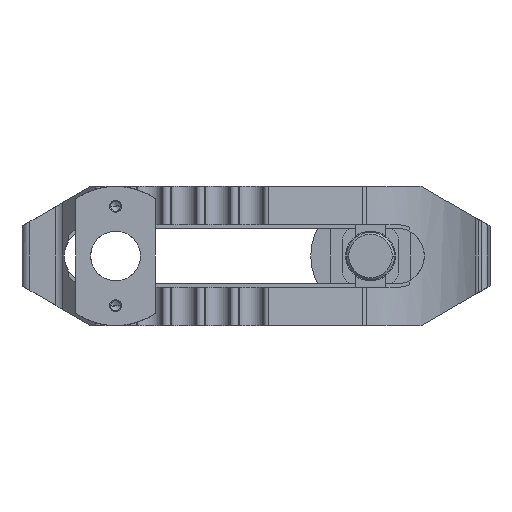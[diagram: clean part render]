
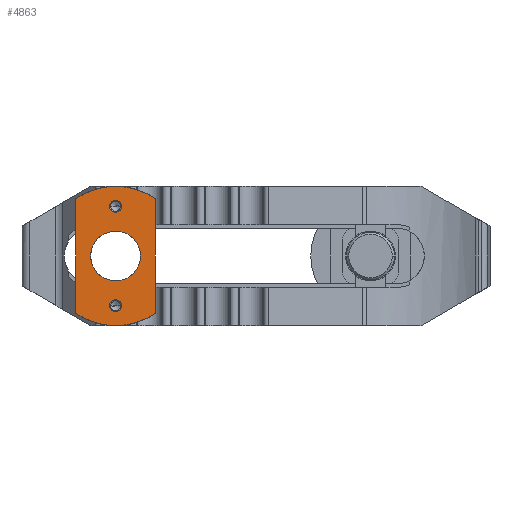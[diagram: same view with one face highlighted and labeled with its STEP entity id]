
A CAD part, front view. The second image highlights one B-rep face of the part: STEP entity #4863.
In plain terms, the highlighted planar face has unit normal (0, -1, 0).
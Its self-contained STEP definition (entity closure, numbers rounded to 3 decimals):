
#1705=VERTEX_POINT('',#4976);
#1759=VERTEX_POINT('',#5035);
#1897=EDGE_CURVE('',#1759,#4365,#5189,.T.);
#1915=VERTEX_POINT('',#5209);
#1925=VERTEX_POINT('',#5219);
#2453=EDGE_CURVE('',#2617,#4873,#5797,.T.);
#2483=EDGE_CURVE('',#4365,#1915,#5829,.T.);
#2617=VERTEX_POINT('',#5970);
#3235=VERTEX_POINT('',#6639);
#3661=EDGE_CURVE('',#4881,#1705,#7102,.T.);
#3783=EDGE_CURVE('',#1705,#4881,#7238,.T.);
#3837=EDGE_CURVE('',#4873,#2617,#7301,.T.);
#4035=EDGE_CURVE('',#3235,#1915,#7522,.T.);
#4365=VERTEX_POINT('',#7890);
#4497=EDGE_CURVE('',#1925,#4525,#8036,.T.);
#4525=VERTEX_POINT('',#8069);
#4813=EDGE_CURVE('',#4525,#1925,#8388,.T.);
#4833=EDGE_CURVE('',#3235,#1759,#8408,.T.);
#4863=ADVANCED_FACE('',(#8439,#8440,#8441,#8442),#8443,.T.);
#4873=VERTEX_POINT('',#8455);
#4881=VERTEX_POINT('',#8463);
#4976=CARTESIAN_POINT('',(12.5,0.0,0.));
#5035=CARTESIAN_POINT('',(20.0,0.0,28.723));
#5189=LINE('',#8911,#8912);
#5209=CARTESIAN_POINT('',(-20.0,0.0,-28.723));
#5219=CARTESIAN_POINT('',(-3.0,0.0,-25.0));
#5797=CIRCLE('',#9780,3.0);
#5829=CIRCLE('',#9825,35.0);
#5970=CARTESIAN_POINT('',(3.0,0.0,25.0));
#6639=CARTESIAN_POINT('',(-20.0,0.0,28.723));
#7102=CIRCLE('',#11810,12.5);
#7238=CIRCLE('',#11995,12.5);
#7301=CIRCLE('',#12115,3.0);
#7522=LINE('',#12459,#12460);
#7890=CARTESIAN_POINT('',(20.0,0.0,-28.723));
#8036=CIRCLE('',#13206,3.0);
#8069=CARTESIAN_POINT('',(3.0,0.,-25.0));
#8388=CIRCLE('',#13753,3.0);
#8408=CIRCLE('',#13785,35.0);
#8439=FACE_BOUND('',#13823,.T.);
#8440=FACE_BOUND('',#13824,.T.);
#8441=FACE_BOUND('',#13825,.T.);
#8442=FACE_OUTER_BOUND('',#13826,.T.);
#8443=PLANE('',#13827);
#8455=CARTESIAN_POINT('',(-3.0,0.,25.0));
#8463=CARTESIAN_POINT('',(-12.5,0.,0.));
#8911=CARTESIAN_POINT('',(20.0,0.,36.0));
#8912=VECTOR('',#14239,1.0);
#9780=AXIS2_PLACEMENT_3D('',#14942,#14943,#14944);
#9825=AXIS2_PLACEMENT_3D('',#14968,#14969,#14970);
#11810=AXIS2_PLACEMENT_3D('',#16305,#16306,#16307);
#11995=AXIS2_PLACEMENT_3D('',#16471,#16472,#16473);
#12115=AXIS2_PLACEMENT_3D('',#16546,#16547,#16548);
#12459=CARTESIAN_POINT('',(-20.0,0.,36.0));
#12460=VECTOR('',#16827,1.0);
#13206=AXIS2_PLACEMENT_3D('',#17527,#17528,#17529);
#13753=AXIS2_PLACEMENT_3D('',#17932,#17933,#17934);
#13785=AXIS2_PLACEMENT_3D('',#17953,#17954,#17955);
#13823=EDGE_LOOP('',(#17977,#17978));
#13824=EDGE_LOOP('',(#17979,#17980));
#13825=EDGE_LOOP('',(#17981,#17982));
#13826=EDGE_LOOP('',(#17983,#17984,#17985,#17986));
#13827=AXIS2_PLACEMENT_3D('',#17987,#17988,#17989);
#14239=DIRECTION('',(0.0,0.,-1.0));
#14942=CARTESIAN_POINT('',(0.0,0.0,25.0));
#14943=DIRECTION('',(0.,1.0,0.));
#14944=DIRECTION('',(1.0,0.,0.));
#14968=CARTESIAN_POINT('',(0.0,0.0,0.0));
#14969=DIRECTION('',(0.,1.0,0.));
#14970=DIRECTION('',(-1.0,0.,0.));
#16305=CARTESIAN_POINT('',(0.0,0.0,0.0));
#16306=DIRECTION('',(0.,1.0,0.));
#16307=DIRECTION('',(-1.0,0.,0.));
#16471=CARTESIAN_POINT('',(0.0,0.0,0.0));
#16472=DIRECTION('',(0.,1.0,0.));
#16473=DIRECTION('',(-1.0,0.,0.));
#16546=CARTESIAN_POINT('',(0.0,0.0,25.0));
#16547=DIRECTION('',(0.,1.0,0.));
#16548=DIRECTION('',(1.0,0.,0.));
#16827=DIRECTION('',(0.0,0.,-1.0));
#17527=CARTESIAN_POINT('',(0.0,0.0,-25.0));
#17528=DIRECTION('',(0.,1.0,0.));
#17529=DIRECTION('',(-1.0,0.,0.));
#17932=CARTESIAN_POINT('',(0.0,0.0,-25.0));
#17933=DIRECTION('',(0.,1.0,0.));
#17934=DIRECTION('',(-1.0,0.,0.));
#17953=CARTESIAN_POINT('',(0.0,0.0,0.0));
#17954=DIRECTION('',(0.,1.0,0.));
#17955=DIRECTION('',(-1.0,0.,0.));
#17977=ORIENTED_EDGE('',*,*,#4497,.T.);
#17978=ORIENTED_EDGE('',*,*,#4813,.T.);
#17979=ORIENTED_EDGE('',*,*,#2453,.T.);
#17980=ORIENTED_EDGE('',*,*,#3837,.T.);
#17981=ORIENTED_EDGE('',*,*,#3783,.T.);
#17982=ORIENTED_EDGE('',*,*,#3661,.T.);
#17983=ORIENTED_EDGE('',*,*,#4833,.F.);
#17984=ORIENTED_EDGE('',*,*,#4035,.T.);
#17985=ORIENTED_EDGE('',*,*,#2483,.F.);
#17986=ORIENTED_EDGE('',*,*,#1897,.F.);
#17987=CARTESIAN_POINT('',(-20.0,0.,36.0));
#17988=DIRECTION('',(0.,-1.0,0.));
#17989=DIRECTION('',(-1.0,0.,0.));
